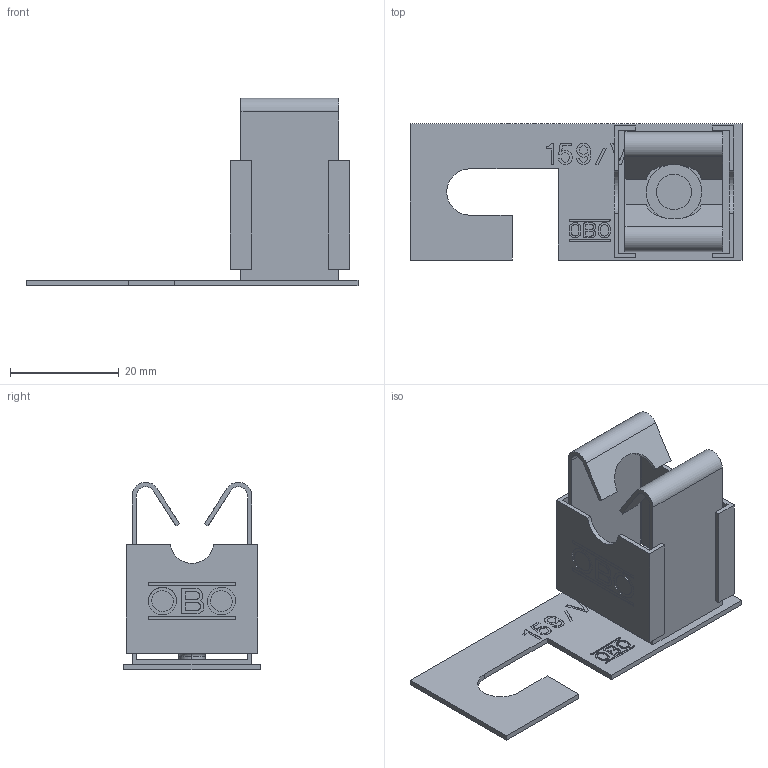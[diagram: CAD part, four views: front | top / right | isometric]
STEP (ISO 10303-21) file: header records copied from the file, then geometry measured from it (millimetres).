
FILE_DESCRIPTION(('CoCreate Modeling STEP Export'),'2;1');
FILE_NAME('5217075.stp','2017-05-09T13:40:02',(''),(''),'CoCreate Modeling STEP processor for AP214 (Solid Model)','CoCreate Modeling 16.00B 02-Dec-2008 (C) Parametric Technology GmbH','');
FILE_SCHEMA(('AUTOMOTIVE_DESIGN { 1 0 10303 214 1 1 1 1 }'));
Length unit declared in the file: millimetre
Products named in the file (7): Leitungshalter.1.1.1.2; Leitungshalter.1.1.1.1; Halterlasche; Bolzen; Halterlasche_Mit_Bolzen.1; Leitungshalter.1.1.1; Dachleitungshalter.1
Assembly tree (6 placements, depth 3):
  Dachleitungshalter.1
    Leitungshalter.1.1.1
    Halterlasche_Mit_Bolzen.1
      Bolzen
      Halterlasche
    Leitungshalter.1.1.1.1
    Leitungshalter.1.1.1.2
Bounding box: 61 x 25 x 34.4 mm (x, y, z)
Volume: 3909.5 mm3; surface area: 9428.4 mm2
Topology: 5 solids, 5 shells, 384 faces, 1014 edges, 676 vertices
Faces by surface type: plane 306, cylinder 56, extrusion 16, torus 6
Entity records: 12350 total; most frequent: CARTESIAN_POINT 2859, ORIENTED_EDGE 2028, DIRECTION 1698, EDGE_CURVE 1014, VECTOR 860, LINE 852, VERTEX_POINT 676, EDGE_LOOP 422
